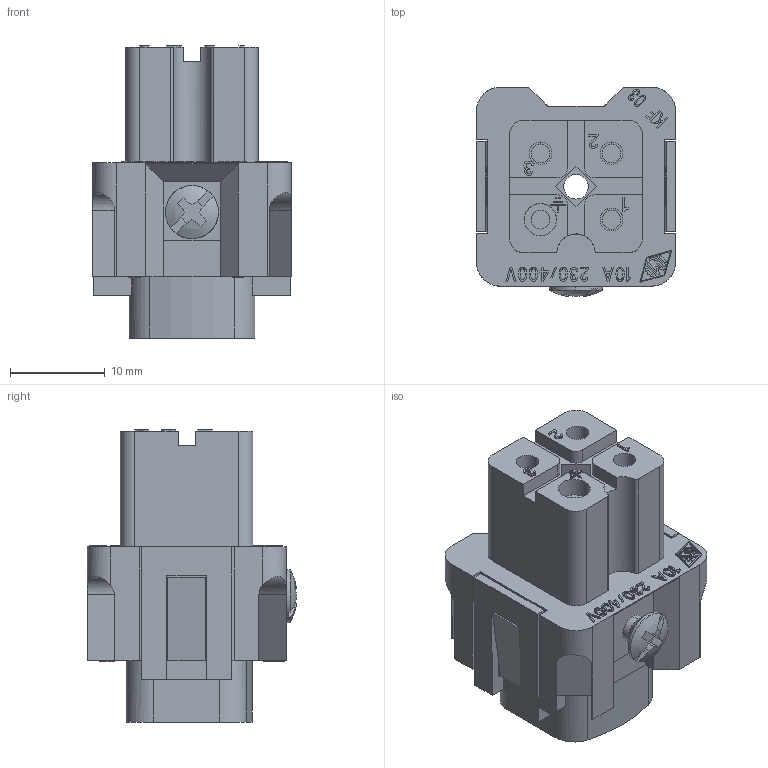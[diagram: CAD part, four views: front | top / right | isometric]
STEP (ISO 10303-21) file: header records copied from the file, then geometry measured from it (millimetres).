
FILE_DESCRIPTION(('Creo Elements/Direct Modeling STEP Export'),'2;1');
FILE_NAME('0lndrr03le7d2aq1280','2014-10-28T14:52:18',(''),(''),'Creo Elements/Direct Modeling STEP processor for AP214 (Solid Model)','Creo Elements/Direct Modeling 18.1F 24-Jul-2014 (C) Parametric Technology GmbH','');
FILE_SCHEMA(('AUTOMOTIVE_DESIGN { 1 0 10303 214 1 1 1 1 }'));
Length unit declared in the file: millimetre
Products named in the file (2): JKF_03
Assembly tree (1 placements, depth 2):
  JKF_03
    JKF_03
Bounding box: 21.01 x 22.12 x 30.85 mm (x, y, z)
Volume: 6893.2 mm3; surface area: 5057 mm2
Topology: 1 solids, 1 shells, 1198 faces, 3377 edges, 2241 vertices
Faces by surface type: plane 1095, cylinder 91, torus 8, cone 2, sphere 2
Entity records: 47593 total; most frequent: CARTESIAN_POINT 8017, ORIENTED_EDGE 6754, DIRECTION 5759, EDGE_CURVE 3377, VECTOR 3101, LINE 3101, VERTEX_POINT 2241, AXIS2_PLACEMENT_3D 1329
